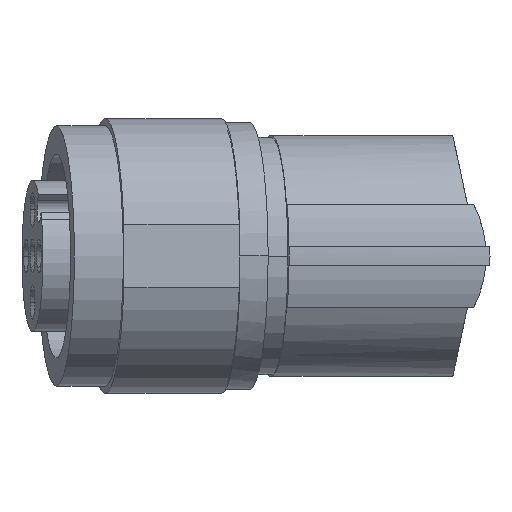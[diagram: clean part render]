
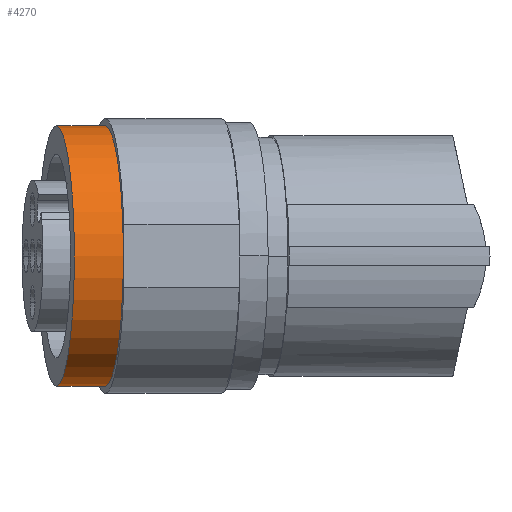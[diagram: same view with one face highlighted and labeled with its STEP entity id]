
A CAD part, left-side view. The second image highlights one B-rep face of the part: STEP entity #4270.
In plain terms, the highlighted cylindrical face has radius 7 mm (diameter 14 mm), a partial arc.
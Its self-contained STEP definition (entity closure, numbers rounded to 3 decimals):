
#3140=CARTESIAN_POINT('',(-22.56,15.502,
2.708));
#3150=VERTEX_POINT('',#3140);
#3180=CARTESIAN_POINT('',(-22.936,18.175,
2.708));
#3190=DIRECTION('',(-0.139,0.99,
0.));
#3200=VECTOR('',#3190,1.);
#3210=LINE('',#3180,#3200);
#3220=CARTESIAN_POINT('',(-22.93,18.136,
2.708));
#3230=VERTEX_POINT('',#3220);
#3240=EDGE_CURVE('',#3150,#3230,#3210,.T.);
#3680=CARTESIAN_POINT('',(-22.93,18.136,
-2.708));
#3690=VERTEX_POINT('',#3680);
#3720=CARTESIAN_POINT('',(-22.936,18.175,
-2.708));
#3730=DIRECTION('',(-0.139,0.99,
0.));
#3740=VECTOR('',#3730,1.);
#3750=LINE('',#3720,#3740);
#3760=CARTESIAN_POINT('',(-22.56,15.502,
-2.708));
#3770=VERTEX_POINT('',#3760);
#3780=EDGE_CURVE('',#3770,#3690,#3750,.T.);
#4040=CARTESIAN_POINT('',(-29.328,17.277,
0.));
#4050=DIRECTION('',(-0.139,0.99,
0.));
#4060=DIRECTION('',(0.7,0.098,
0.707));
#4070=AXIS2_PLACEMENT_3D('',#4040,#4050,#4060);
#4080=CYLINDRICAL_SURFACE('',#4070,7.);
#4090=ORIENTED_EDGE('',*,*,#3240,.T.);
#4100=CARTESIAN_POINT('',(-28.952,14.603,
0.));
#4110=DIRECTION('',(-0.139,0.99,
0.));
#4120=DIRECTION('',(0.7,0.098,
0.707));
#4130=AXIS2_PLACEMENT_3D('',#4100,#4110,#4120);
#4140=CIRCLE('',#4130,7.);
#4150=EDGE_CURVE('',#3770,#3150,#4140,.T.);
#4160=ORIENTED_EDGE('',*,*,#4150,.T.);
#4170=ORIENTED_EDGE('',*,*,#3780,.F.);
#4180=CARTESIAN_POINT('',(-29.322,17.237,
0.));
#4190=DIRECTION('',(-0.139,0.99,
0.));
#4200=DIRECTION('',(0.7,0.098,
0.707));
#4210=AXIS2_PLACEMENT_3D('',#4180,#4190,#4200);
#4220=CIRCLE('',#4210,7.);
#4230=EDGE_CURVE('',#3690,#3230,#4220,.T.);
#4240=ORIENTED_EDGE('',*,*,#4230,.F.);
#4250=EDGE_LOOP('',(#4240,#4170,#4160,#4090));
#4260=FACE_OUTER_BOUND('',#4250,.T.);
#4270=ADVANCED_FACE('',(#4260),#4080,.T.);
